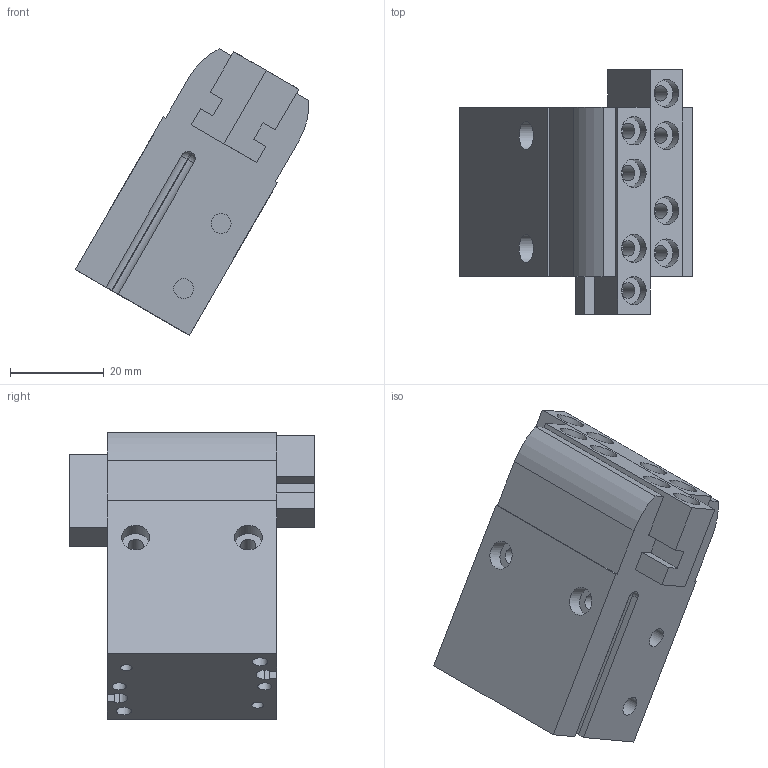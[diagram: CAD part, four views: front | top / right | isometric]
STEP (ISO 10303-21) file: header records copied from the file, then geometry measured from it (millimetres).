
FILE_DESCRIPTION(/* description */ (''),/* implementation_level */ '2;1');
FILE_NAME(/* name */ 'pq2516.step',/* time_stamp */ '2024-11-21T18:09:53+01:00',/* author */ (''),/* organization */ (''),/* preprocessor_version */ 'ST-DEVELOPER v20',/* originating_system */ 'Autodesk Translation Framework v13.20.0.188',/* authorisation */ '');
FILE_SCHEMA (('AUTOMOTIVE_DESIGN { 1 0 10303 214 3 1 1 }'));
Length unit declared in the file: millimetre
Products named in the file (4): pneumatic_lite_0.1; pq2516; Corpo_PQ25; Griffa_PQ25
Assembly tree (4 placements, depth 3):
  pneumatic_lite_0.1
    pq2516
      Corpo_PQ25
      Griffa_PQ25  x2
Bounding box: 49.65 x 52 x 61 mm (x, y, z)
Volume: 55097 mm3; surface area: 18310.4 mm2
Topology: 3 solids, 3 shells, 138 faces, 296 edges, 190 vertices
Faces by surface type: plane 88, cylinder 46, sphere 4
Full cylindrical faces by diameter (mm): 2.5 x4, 3 x4, 3.2 x2, 3.3 x10, 4.2 x2, 6 x10
Entity records: 3175 total; most frequent: DIRECTION 562, CARTESIAN_POINT 522, ORIENTED_EDGE 488, EDGE_CURVE 244, AXIS2_PLACEMENT_3D 198, LINE 166, VECTOR 166, VERTEX_POINT 158
